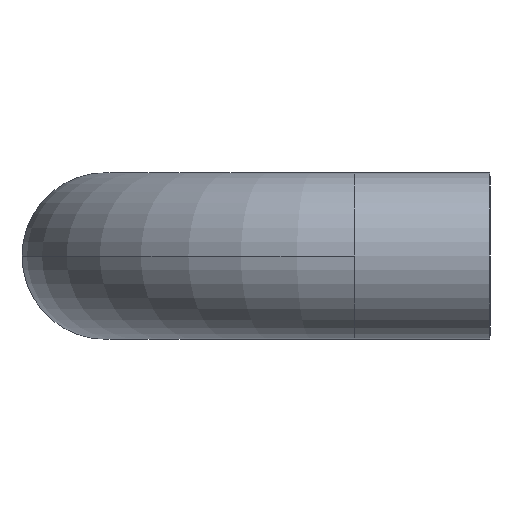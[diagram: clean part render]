
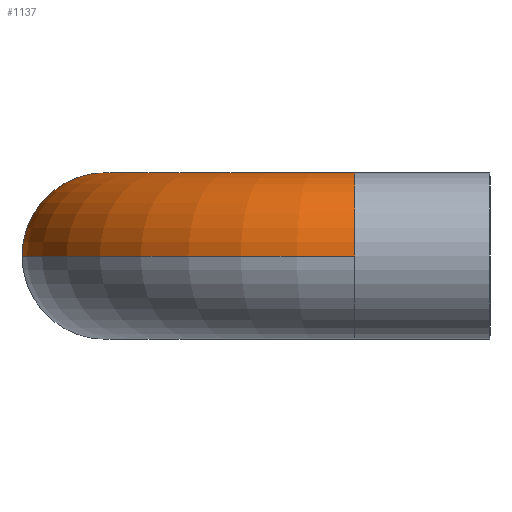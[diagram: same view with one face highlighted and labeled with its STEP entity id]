
A CAD part, left-side view. The second image highlights one B-rep face of the part: STEP entity #1137.
In plain terms, the highlighted toroidal (fillet/blend) face has major radius 24 mm and minor radius 8 mm.
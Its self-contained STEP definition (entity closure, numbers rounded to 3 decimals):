
#2 = EDGE_CURVE ( 'NONE', #163, #145, #22, .T. ) ;
#22 = CIRCLE ( 'NONE', #352, 32. ) ;
#42 = CIRCLE ( 'NONE', #1149, 8. ) ;
#46 = CIRCLE ( 'NONE', #107, 8. ) ;
#50 = CIRCLE ( 'NONE', #714, 16. ) ;
#59 = TOROIDAL_SURFACE ( 'NONE', #757, 24., 8. ) ;
#88 = EDGE_CURVE ( 'NONE', #169, #163, #42, .T. ) ;
#107 = AXIS2_PLACEMENT_3D ( 'NONE', #484, #485, #486 ) ;
#125 = EDGE_CURVE ( 'NONE', #168, #162, #46, .T. ) ;
#145 = VERTEX_POINT ( 'NONE', #489 ) ;
#162 = VERTEX_POINT ( 'NONE', #505 ) ;
#163 = VERTEX_POINT ( 'NONE', #506 ) ;
#168 = VERTEX_POINT ( 'NONE', #511 ) ;
#169 = VERTEX_POINT ( 'NONE', #512 ) ;
#226 = CARTESIAN_POINT ( 'NONE',  ( -76., 13., 0. ) ) ;
#227 = DIRECTION ( 'NONE',  ( 0., 0., 1. ) ) ;
#228 = DIRECTION ( 'NONE',  ( 1., 0., 0. ) ) ;
#284 = CIRCLE ( 'NONE', #796, 8. ) ;
#352 = AXIS2_PLACEMENT_3D ( 'NONE', #226, #227, #228 ) ;
#448 = CARTESIAN_POINT ( 'NONE',  ( -76., 37., 0. ) ) ;
#461 = DIRECTION ( 'NONE',  ( -1., 0., 0. ) ) ;
#462 = DIRECTION ( 'NONE',  ( 0., 0., 1. ) ) ;
#484 = CARTESIAN_POINT ( 'NONE',  ( -100., 13., 0. ) ) ;
#485 = DIRECTION ( 'NONE',  ( 0., -1., 0. ) ) ;
#486 = DIRECTION ( 'NONE',  ( 0., 0., 1. ) ) ;
#489 = CARTESIAN_POINT ( 'NONE',  ( -108., 13., 0. ) ) ;
#505 = CARTESIAN_POINT ( 'NONE',  ( -100., 13., 8. ) ) ;
#506 = CARTESIAN_POINT ( 'NONE',  ( -76., 45., 0. ) ) ;
#511 = CARTESIAN_POINT ( 'NONE',  ( -92., 13., 0. ) ) ;
#512 = CARTESIAN_POINT ( 'NONE',  ( -76., 29., 0. ) ) ;
#552 = CARTESIAN_POINT ( 'NONE',  ( -76., 13., 0. ) ) ;
#553 = DIRECTION ( 'NONE',  ( 0., 0., 1. ) ) ;
#554 = DIRECTION ( 'NONE',  ( 1., 0., 0. ) ) ;
#609 = CARTESIAN_POINT ( 'NONE',  ( -76., 13., 0. ) ) ;
#610 = DIRECTION ( 'NONE',  ( 0., 0., 1. ) ) ;
#611 = DIRECTION ( 'NONE',  ( 1., 0., 0. ) ) ;
#674 = EDGE_LOOP ( 'NONE', ( #1060, #1062, #1061, #1070, #1064 ) ) ;
#714 = AXIS2_PLACEMENT_3D ( 'NONE', #552, #553, #554 ) ;
#751 = FACE_OUTER_BOUND ( 'NONE', #674, .T. ) ;
#757 = AXIS2_PLACEMENT_3D ( 'NONE', #609, #610, #611 ) ;
#796 = AXIS2_PLACEMENT_3D ( 'NONE', #842, #843, #844 ) ;
#842 = CARTESIAN_POINT ( 'NONE',  ( -100., 13., 0. ) ) ;
#843 = DIRECTION ( 'NONE',  ( 0., -1., 0. ) ) ;
#844 = DIRECTION ( 'NONE',  ( 0., 0., 1. ) ) ;
#1060 = ORIENTED_EDGE ( 'NONE', *, *, #88, .T. ) ;
#1061 = ORIENTED_EDGE ( 'NONE', *, *, #1178, .F. ) ;
#1062 = ORIENTED_EDGE ( 'NONE', *, *, #2, .T. ) ;
#1064 = ORIENTED_EDGE ( 'NONE', *, *, #1118, .F. ) ;
#1070 = ORIENTED_EDGE ( 'NONE', *, *, #125, .F. ) ;
#1118 = EDGE_CURVE ( 'NONE', #169, #168, #50, .T. ) ;
#1137 = ADVANCED_FACE ( 'NONE', ( #751 ), #59, .T. ) ;
#1149 = AXIS2_PLACEMENT_3D ( 'NONE', #448, #461, #462 ) ;
#1178 = EDGE_CURVE ( 'NONE', #162, #145, #284, .T. ) ;
